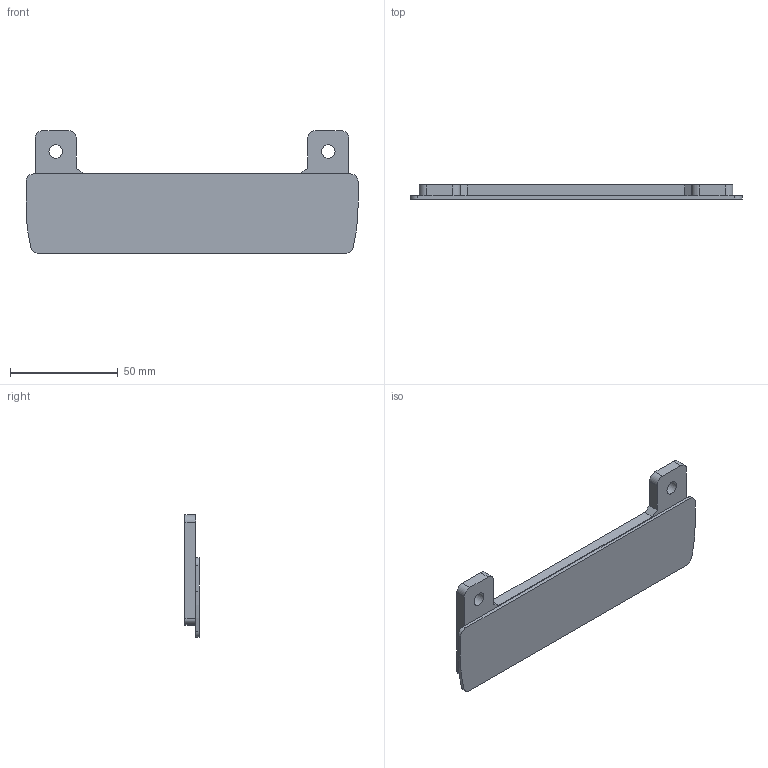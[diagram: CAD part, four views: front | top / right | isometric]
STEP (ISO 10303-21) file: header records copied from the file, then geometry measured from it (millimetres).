
FILE_DESCRIPTION(/* description */ (''),/* implementation_level */ '2;1');
FILE_NAME(/* name */ 'umbilical_blank.step',/* time_stamp */ '2024-08-07T17:15:56+10:00',/* author */ (''),/* organization */ (''),/* preprocessor_version */ 'ST-DEVELOPER v20',/* originating_system */ 'Autodesk Translation Framework v13.14.0.145',/* authorisation */ '');
FILE_SCHEMA (('AUTOMOTIVE_DESIGN { 1 0 10303 214 3 1 1 }'));
Length unit declared in the file: millimetre
Products named in the file (1): (Unsaved)
Bounding box: 154 x 6.6 x 56.8 mm (x, y, z)
Volume: 35171.3 mm3; surface area: 15792.7 mm2
Topology: 1 solids, 1 shells, 40 faces, 106 edges, 70 vertices
Faces by surface type: plane 24, cylinder 16
Full cylindrical faces by diameter (mm): 4.7 x2, 6.3 x2
Entity records: 1294 total; most frequent: DIRECTION 220, CARTESIAN_POINT 217, ORIENTED_EDGE 212, EDGE_CURVE 106, LINE 74, VECTOR 74, AXIS2_PLACEMENT_3D 73, VERTEX_POINT 70
